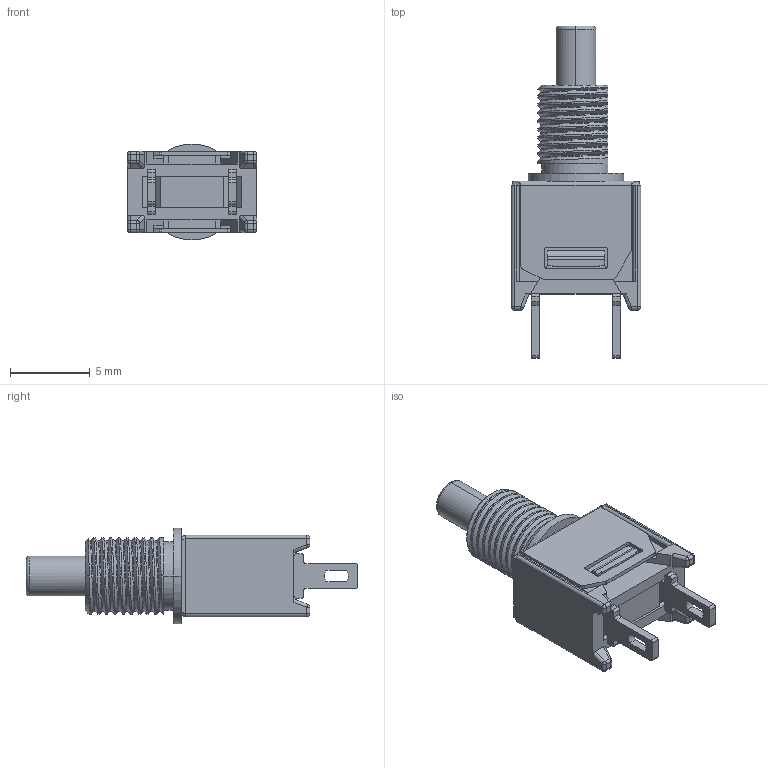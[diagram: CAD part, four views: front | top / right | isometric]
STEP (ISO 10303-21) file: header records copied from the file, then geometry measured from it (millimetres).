
FILE_DESCRIPTION((''),'2;1');
FILE_NAME('3S1-SP9-B5-M1QE_ASM','2016-06-01T',('tajsmith'),(''),'CREO PARAMETRIC BY PTC INC, 2015480','CREO PARAMETRIC BY PTC INC, 2015480','');
FILE_SCHEMA(('AUTOMOTIVE_DESIGN { 1 0 10303 214 1 1 1 1 }'));
Length unit declared in the file: inch
Products named in the file (8): CA013-1; WTE003; WHO368; WBU045; WPU007; EL019; WSP008; 3S1-SP9-B5-M1QE_ASM
Assembly tree (8 placements, depth 2):
  3S1-SP9-B5-M1QE_ASM
    CA013-1
    WTE003  x2
    WHO368
    WBU045
    WPU007
    EL019
    WSP008
Bounding box: 8.1 x 20.75 x 6 mm (x, y, z)
Volume: 253.1 mm3; surface area: 1088.6 mm2
Topology: 7 solids, 8 shells, 492 faces, 1335 edges, 851 vertices
Faces by surface type: plane 231, cylinder 194, bspline 37, sphere 16, torus 8, cone 6
Entity records: 31004 total; most frequent: CARTESIAN_POINT 13978, ORIENTED_EDGE 2416, DIRECTION 2184, EDGE_CURVE 1208, PRESENTATION_STYLE_ASSIGNMENT 1176, STYLED_ITEM 1135, CURVE_STYLE 1130, VERTEX_POINT 773
